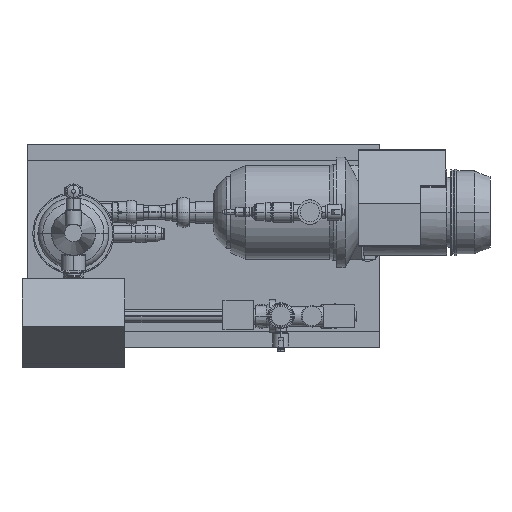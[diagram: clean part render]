
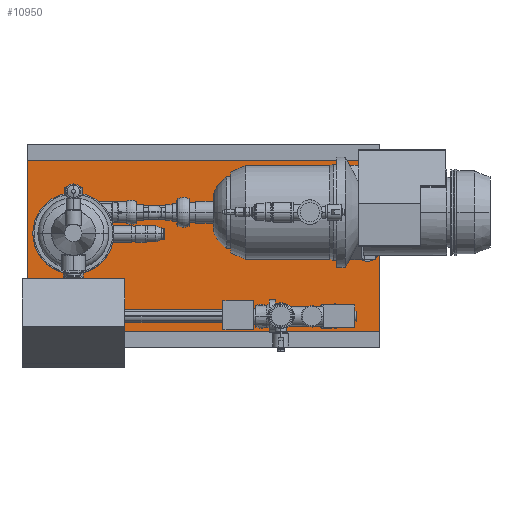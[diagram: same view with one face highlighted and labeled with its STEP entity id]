
A CAD part, top view. The second image highlights one B-rep face of the part: STEP entity #10950.
In plain terms, the highlighted planar face has unit normal (0, 0, 1).
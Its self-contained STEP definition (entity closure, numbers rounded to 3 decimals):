
#28 = DIRECTION ( 'NONE',  ( -1., 0., 0. ) ) ;
#142 = DIRECTION ( 'NONE',  ( 1., 0., 0. ) ) ;
#397 = CARTESIAN_POINT ( 'NONE',  ( -56.981, 0., 50. ) ) ;
#544 = CARTESIAN_POINT ( 'NONE',  ( 451.694, -23.161, 50. ) ) ;
#595 = VECTOR ( 'NONE', #9600, 1000. ) ;
#978 = CIRCLE ( 'NONE', #14910, 20. ) ;
#1217 = DIRECTION ( 'NONE',  ( 0., 0., -1. ) ) ;
#1344 = CARTESIAN_POINT ( 'NONE',  ( 0., 0., 50. ) ) ;
#1386 = CIRCLE ( 'NONE', #7350, 56.981 ) ;
#2158 = DIRECTION ( 'NONE',  ( 0., -1., 0. ) ) ;
#2351 = CARTESIAN_POINT ( 'NONE',  ( -73.5, -156., 50. ) ) ;
#2462 = DIRECTION ( 'NONE',  ( 0., 0., -1. ) ) ;
#2639 = CARTESIAN_POINT ( 'NONE',  ( 491.5, 90.115, 50. ) ) ;
#3093 = CARTESIAN_POINT ( 'NONE',  ( 471.694, 87.339, 50. ) ) ;
#3369 = EDGE_CURVE ( 'NONE', #15404, #14359, #10066, .T. ) ;
#3508 = AXIS2_PLACEMENT_3D ( 'NONE', #14098, #19834, #21590 ) ;
#3633 = CARTESIAN_POINT ( 'NONE',  ( 491.5, -156., 50. ) ) ;
#3715 = VERTEX_POINT ( 'NONE', #19011 ) ;
#3769 = CARTESIAN_POINT ( 'NONE',  ( 491.5, -25.937, 50. ) ) ;
#3807 = CARTESIAN_POINT ( 'NONE',  ( 491.5, 119., 50. ) ) ;
#4132 = CARTESIAN_POINT ( 'NONE',  ( 491.5, -20.385, 50. ) ) ;
#4140 = DIRECTION ( 'NONE',  ( 0., 0., 1. ) ) ;
#4263 = PLANE ( 'NONE',  #14845 ) ;
#4315 = AXIS2_PLACEMENT_3D ( 'NONE', #3093, #1217, #10701 ) ;
#4712 = CIRCLE ( 'NONE', #4315, 20. ) ;
#4805 = EDGE_CURVE ( 'NONE', #14359, #12297, #12676, .T. ) ;
#4858 = VERTEX_POINT ( 'NONE', #3807 ) ;
#5635 = FACE_BOUND ( 'NONE', #21265, .T. ) ;
#5890 = CARTESIAN_POINT ( 'NONE',  ( 209., -18.5, 50. ) ) ;
#6009 = FACE_OUTER_BOUND ( 'NONE', #12539, .T. ) ;
#6063 = ORIENTED_EDGE ( 'NONE', *, *, #22744, .T. ) ;
#6324 = DIRECTION ( 'NONE',  ( -1., 0., 0. ) ) ;
#6364 = CARTESIAN_POINT ( 'NONE',  ( 491.5, -87.25, 50. ) ) ;
#6927 = DIRECTION ( 'NONE',  ( 0., 1., 0. ) ) ;
#7061 = VERTEX_POINT ( 'NONE', #544 ) ;
#7087 = ORIENTED_EDGE ( 'NONE', *, *, #17946, .T. ) ;
#7306 = DIRECTION ( 'NONE',  ( 0., 0., -1. ) ) ;
#7350 = AXIS2_PLACEMENT_3D ( 'NONE', #1344, #7306, #11176 ) ;
#7377 = DIRECTION ( 'NONE',  ( 0., 0., -1. ) ) ;
#7438 = VERTEX_POINT ( 'NONE', #397 ) ;
#7925 = VECTOR ( 'NONE', #2158, 1000. ) ;
#8292 = EDGE_CURVE ( 'NONE', #7061, #18466, #24582, .T. ) ;
#8426 = VERTEX_POINT ( 'NONE', #3769 ) ;
#8514 = DIRECTION ( 'NONE',  ( 0., 0., -1. ) ) ;
#9200 = DIRECTION ( 'NONE',  ( 1., 0., 0. ) ) ;
#9545 = CARTESIAN_POINT ( 'NONE',  ( 56.981, 0., 50. ) ) ;
#9600 = DIRECTION ( 'NONE',  ( 0., -1., 0. ) ) ;
#9716 = CARTESIAN_POINT ( 'NONE',  ( 491.5, -87.25, 50. ) ) ;
#9961 = ORIENTED_EDGE ( 'NONE', *, *, #23668, .T. ) ;
#10030 = DIRECTION ( 'NONE',  ( -1., 0., 0. ) ) ;
#10066 = LINE ( 'NONE', #23766, #21834 ) ;
#10224 = CARTESIAN_POINT ( 'NONE',  ( 491.5, 84.563, 50. ) ) ;
#10701 = DIRECTION ( 'NONE',  ( -1., 0., 0. ) ) ;
#10950 = ADVANCED_FACE ( 'NONE', ( #5635, #6009 ), #4263, .T. ) ;
#11045 = ORIENTED_EDGE ( 'NONE', *, *, #12563, .F. ) ;
#11070 = CIRCLE ( 'NONE', #3508, 20. ) ;
#11176 = DIRECTION ( 'NONE',  ( -1., 0., 0. ) ) ;
#11366 = VERTEX_POINT ( 'NONE', #10224 ) ;
#12130 = CARTESIAN_POINT ( 'NONE',  ( 491.5, -87.25, 50. ) ) ;
#12297 = VERTEX_POINT ( 'NONE', #17980 ) ;
#12539 = EDGE_LOOP ( 'NONE', ( #24558, #12552, #22460, #21307, #20582, #19901, #11045, #6063, #14395, #19769 ) ) ;
#12552 = ORIENTED_EDGE ( 'NONE', *, *, #14642, .T. ) ;
#12563 = EDGE_CURVE ( 'NONE', #8426, #15404, #15705, .T. ) ;
#12676 = LINE ( 'NONE', #18655, #17079 ) ;
#13244 = VERTEX_POINT ( 'NONE', #9545 ) ;
#13901 = CARTESIAN_POINT ( 'NONE',  ( 471.694, -23.161, 50. ) ) ;
#14024 = EDGE_CURVE ( 'NONE', #11366, #18466, #15240, .T. ) ;
#14098 = CARTESIAN_POINT ( 'NONE',  ( 471.694, 87.339, 50. ) ) ;
#14252 = LINE ( 'NONE', #12130, #18233 ) ;
#14359 = VERTEX_POINT ( 'NONE', #2351 ) ;
#14395 = ORIENTED_EDGE ( 'NONE', *, *, #8292, .T. ) ;
#14642 = EDGE_CURVE ( 'NONE', #3715, #19537, #4712, .T. ) ;
#14845 = AXIS2_PLACEMENT_3D ( 'NONE', #5890, #4140, #142 ) ;
#14855 = AXIS2_PLACEMENT_3D ( 'NONE', #15805, #2462, #23036 ) ;
#14910 = AXIS2_PLACEMENT_3D ( 'NONE', #15487, #7377, #28 ) ;
#15240 = LINE ( 'NONE', #6364, #7925 ) ;
#15404 = VERTEX_POINT ( 'NONE', #3633 ) ;
#15487 = CARTESIAN_POINT ( 'NONE',  ( 471.694, -23.161, 50. ) ) ;
#15705 = LINE ( 'NONE', #9716, #595 ) ;
#15805 = CARTESIAN_POINT ( 'NONE',  ( 0., 0., 50. ) ) ;
#16446 = CIRCLE ( 'NONE', #14855, 56.981 ) ;
#17064 = LINE ( 'NONE', #18690, #20408 ) ;
#17079 = VECTOR ( 'NONE', #6927, 1000. ) ;
#17946 = EDGE_CURVE ( 'NONE', #7438, #13244, #1386, .T. ) ;
#17980 = CARTESIAN_POINT ( 'NONE',  ( -73.5, 119., 50. ) ) ;
#18233 = VECTOR ( 'NONE', #18246, 1000. ) ;
#18246 = DIRECTION ( 'NONE',  ( 0., -1., 0. ) ) ;
#18466 = VERTEX_POINT ( 'NONE', #4132 ) ;
#18655 = CARTESIAN_POINT ( 'NONE',  ( -73.5, 50.25, 50. ) ) ;
#18690 = CARTESIAN_POINT ( 'NONE',  ( 350.25, 119., 50. ) ) ;
#19011 = CARTESIAN_POINT ( 'NONE',  ( 451.694, 87.339, 50. ) ) ;
#19147 = EDGE_CURVE ( 'NONE', #4858, #19537, #14252, .T. ) ;
#19499 = EDGE_CURVE ( 'NONE', #11366, #3715, #11070, .T. ) ;
#19537 = VERTEX_POINT ( 'NONE', #2639 ) ;
#19769 = ORIENTED_EDGE ( 'NONE', *, *, #14024, .F. ) ;
#19834 = DIRECTION ( 'NONE',  ( 0., 0., -1. ) ) ;
#19901 = ORIENTED_EDGE ( 'NONE', *, *, #3369, .F. ) ;
#20212 = AXIS2_PLACEMENT_3D ( 'NONE', #13901, #8514, #10030 ) ;
#20408 = VECTOR ( 'NONE', #9200, 1000. ) ;
#20582 = ORIENTED_EDGE ( 'NONE', *, *, #4805, .F. ) ;
#21265 = EDGE_LOOP ( 'NONE', ( #7087, #9961 ) ) ;
#21307 = ORIENTED_EDGE ( 'NONE', *, *, #23519, .F. ) ;
#21590 = DIRECTION ( 'NONE',  ( -1., 0., 0. ) ) ;
#21834 = VECTOR ( 'NONE', #6324, 1000. ) ;
#22460 = ORIENTED_EDGE ( 'NONE', *, *, #19147, .F. ) ;
#22744 = EDGE_CURVE ( 'NONE', #8426, #7061, #978, .T. ) ;
#23036 = DIRECTION ( 'NONE',  ( -1., 0., 0. ) ) ;
#23519 = EDGE_CURVE ( 'NONE', #12297, #4858, #17064, .T. ) ;
#23668 = EDGE_CURVE ( 'NONE', #13244, #7438, #16446, .T. ) ;
#23766 = CARTESIAN_POINT ( 'NONE',  ( 67.75, -156., 50. ) ) ;
#24558 = ORIENTED_EDGE ( 'NONE', *, *, #19499, .T. ) ;
#24582 = CIRCLE ( 'NONE', #20212, 20. ) ;
